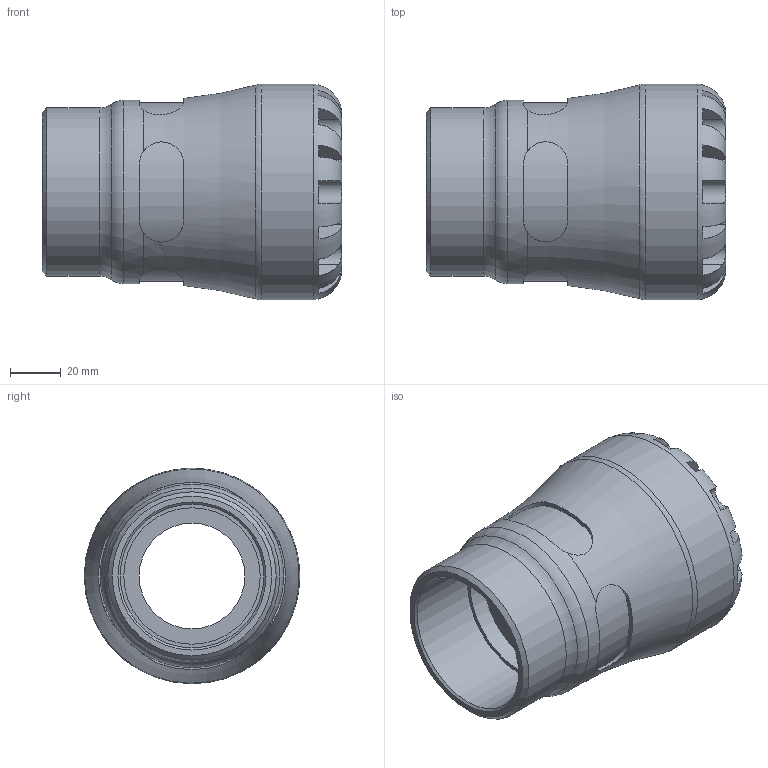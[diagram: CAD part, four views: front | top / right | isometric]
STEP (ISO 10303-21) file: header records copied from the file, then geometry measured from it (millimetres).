
FILE_DESCRIPTION(/* description */ ('PLASSON FEMALE ADAPTOR 50X2" SERIES 1'),/* implementation_level */ '2;1');
FILE_NAME(/* name */ '100300050020_190300050020.ipt.step',/* time_stamp */ '2017-01-22T09:49:28+02:00',/* author */ ('KIM'),/* organization */ (''),/* preprocessor_version */ 'ST-DEVELOPER v15.6',/* originating_system */ 'Autodesk Inventor 2015',/* authorisation */ '');
FILE_SCHEMA (('AUTOMOTIVE_DESIGN { 1 0 10303 214 3 1 1 }'));
Length unit declared in the file: millimetre
Products named in the file (1): 100300050020_190300050020
Bounding box: 118 x 85 x 85 mm (x, y, z)
Volume: 275366.1 mm3; surface area: 55223 mm2
Topology: 1 solids, 1 shells, 104 faces, 265 edges, 166 vertices
Faces by surface type: plane 61, cylinder 35, torus 5, cone 3
Full cylindrical faces by diameter (mm): 41.667 x1, 50 x1, 53.823 x1, 56.656 x1, 66.3 x1, 72.25 x1, 85 x1
Entity records: 3960 total; most frequent: CARTESIAN_POINT 1469, ORIENTED_EDGE 492, DIRECTION 478, EDGE_CURVE 246, AXIS2_PLACEMENT_3D 199, VERTEX_POINT 162, EDGE_LOOP 124, STYLED_ITEM 105
